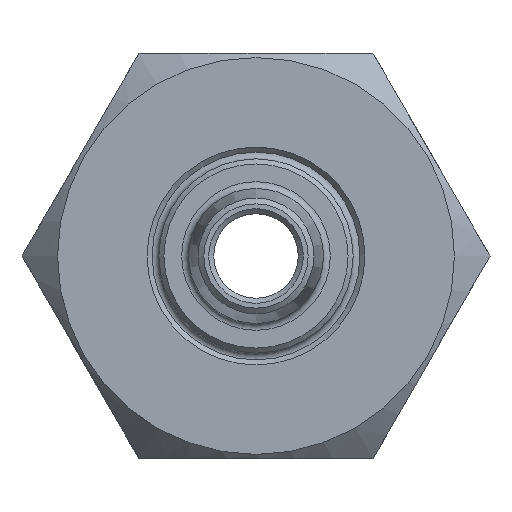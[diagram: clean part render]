
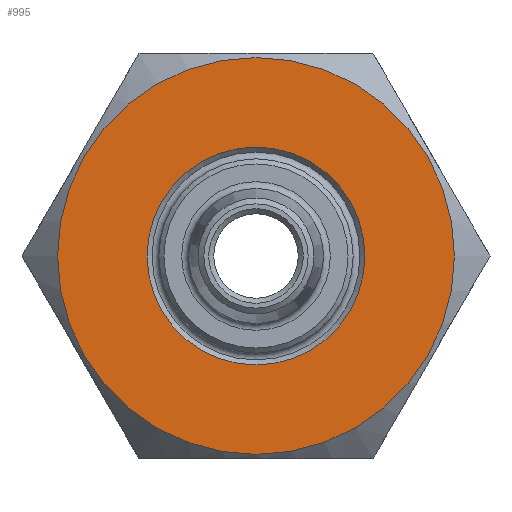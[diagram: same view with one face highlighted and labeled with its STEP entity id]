
A CAD part, left-side view. The second image highlights one B-rep face of the part: STEP entity #995.
In plain terms, the highlighted planar face has unit normal (-1, 0, 0).
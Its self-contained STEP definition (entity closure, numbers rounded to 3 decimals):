
#46=FACE_BOUND('',#171,.T.);
#75=PLANE('',#1146);
#102=FACE_OUTER_BOUND('',#170,.T.);
#170=EDGE_LOOP('',(#719));
#171=EDGE_LOOP('',(#720));
#336=CIRCLE('',#1127,11.75);
#343=CIRCLE('',#1141,6.45);
#440=VERTEX_POINT('',#1712);
#447=VERTEX_POINT('',#1745);
#535=EDGE_CURVE('',#440,#440,#336,.T.);
#549=EDGE_CURVE('',#447,#447,#343,.T.);
#719=ORIENTED_EDGE('',*,*,#535,.T.);
#720=ORIENTED_EDGE('',*,*,#549,.F.);
#995=ADVANCED_FACE('',(#102,#46),#75,.F.);
#1127=AXIS2_PLACEMENT_3D('',#1714,#1301,#1302);
#1141=AXIS2_PLACEMENT_3D('',#1746,#1334,#1335);
#1146=AXIS2_PLACEMENT_3D('',#1756,#1346,#1347);
#1301=DIRECTION('center_axis',(-1.,0.,0.));
#1302=DIRECTION('ref_axis',(0.,1.,0.));
#1334=DIRECTION('center_axis',(-1.,0.,0.));
#1335=DIRECTION('ref_axis',(0.,0.,-1.));
#1346=DIRECTION('center_axis',(1.,0.,0.));
#1347=DIRECTION('ref_axis',(0.,0.,-1.));
#1712=CARTESIAN_POINT('',(0.,-11.75,0.));
#1714=CARTESIAN_POINT('Origin',(0.,0.,0.));
#1745=CARTESIAN_POINT('',(0.,0.,6.45));
#1746=CARTESIAN_POINT('Origin',(0.,0.,0.));
#1756=CARTESIAN_POINT('Origin',(0.,0.,0.));
